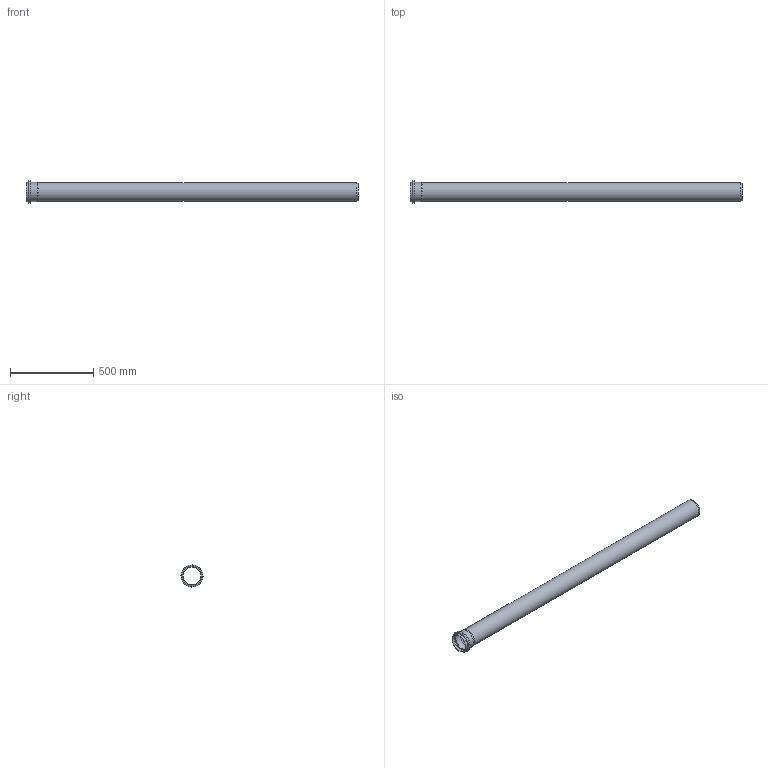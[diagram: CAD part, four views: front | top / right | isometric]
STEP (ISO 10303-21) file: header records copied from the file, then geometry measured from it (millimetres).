
FILE_DESCRIPTION(('FreeCAD Model'),'2;1');
FILE_NAME('Straight_DN110_2000.step','2017-01-30T19:05:10',('Author'),(''), 'Open CASCADE STEP processor 6.8','FreeCAD','Unknown');
FILE_SCHEMA(('AUTOMOTIVE_DESIGN_CC2 { 1 2 10303 214 -1 1 5 4 }'));
Length unit declared in the file: millimetre
Products named in the file (2): ASSEMBLY; PVC_Pipe_110
Assembly tree (1 placements, depth 2):
  ASSEMBLY
    PVC_Pipe_110
Bounding box: 2000 x 133.2 x 133.2 mm (x, y, z)
Volume: 2036617.9 mm3; surface area: 1362390 mm2
Topology: 1 solids, 1 shells, 18 faces, 31 edges, 18 vertices
Faces by surface type: cylinder 8, plane 5, cone 3, torus 2
Full cylindrical faces by diameter (mm): 104 x1, 110 x3, 116 x2, 127.2 x1, 133.2 x1
Entity records: 991 total; most frequent: DIRECTION 149, CARTESIAN_POINT 135, ORIENTED_EDGE 62, PCURVE 62, DEFINITIONAL_REPRESENTATION 62, LINE 59, VECTOR 59, AXIS2_PLACEMENT_3D 40
